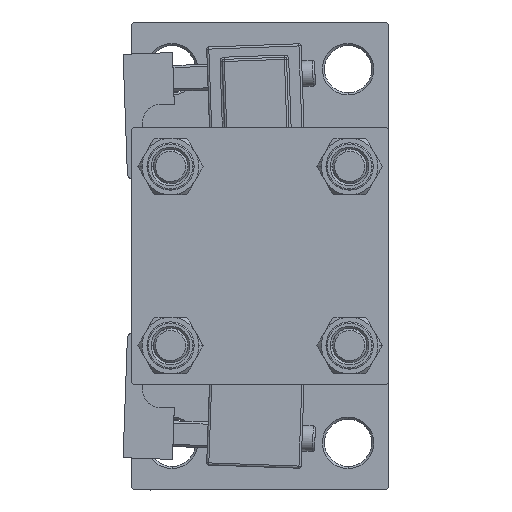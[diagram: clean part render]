
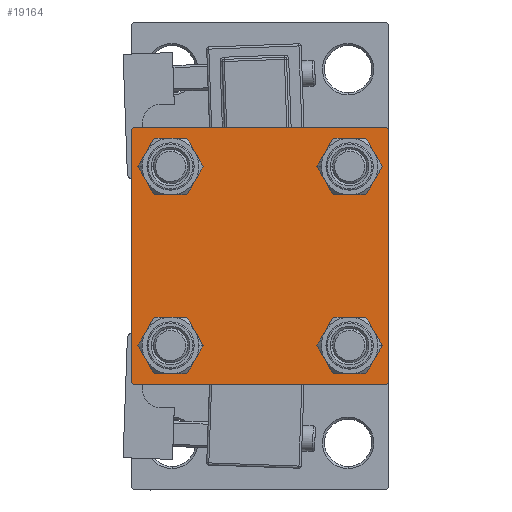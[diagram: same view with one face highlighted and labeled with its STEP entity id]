
A CAD part, left-side view. The second image highlights one B-rep face of the part: STEP entity #19164.
In plain terms, the highlighted planar face has unit normal (-1, 0, 0).
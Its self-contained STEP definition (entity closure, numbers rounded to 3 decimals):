
#877 = LINE ( 'NONE', #41807, #51290 ) ;
#925 = CARTESIAN_POINT ( 'NONE',  ( 0., 30., -29.5 ) ) ;
#1430 = LINE ( 'NONE', #33848, #4352 ) ;
#2055 = DIRECTION ( 'NONE',  ( 0., 0., 1. ) ) ;
#2613 = EDGE_LOOP ( 'NONE', ( #38832, #18084 ) ) ;
#3071 = ORIENTED_EDGE ( 'NONE', *, *, #37350, .T. ) ;
#3073 = DIRECTION ( 'NONE',  ( 0., 0., -1. ) ) ;
#3081 = DIRECTION ( 'NONE',  ( 1., 0., 0. ) ) ;
#3163 = EDGE_CURVE ( 'NONE', #7259, #20520, #14911, .T. ) ;
#3202 = VECTOR ( 'NONE', #39486, 1000. ) ;
#3273 = CIRCLE ( 'NONE', #21949, 4.5 ) ;
#4111 = AXIS2_PLACEMENT_3D ( 'NONE', #31196, #47424, #27205 ) ;
#4352 = VECTOR ( 'NONE', #50061, 1000. ) ;
#4356 = VECTOR ( 'NONE', #23278, 1000. ) ;
#5254 = DIRECTION ( 'NONE',  ( 0., 0., 1. ) ) ;
#5485 = CIRCLE ( 'NONE', #35198, 4.5 ) ;
#5929 = VERTEX_POINT ( 'NONE', #925 ) ;
#6006 = CARTESIAN_POINT ( 'NONE',  ( 0., 29.75, 29.75 ) ) ;
#6387 = AXIS2_PLACEMENT_3D ( 'NONE', #7849, #3081, #51468 ) ;
#6416 = CARTESIAN_POINT ( 'NONE',  ( 0., 20.85, 16.35 ) ) ;
#6418 = EDGE_CURVE ( 'NONE', #33430, #8474, #47989, .T. ) ;
#6505 = CIRCLE ( 'NONE', #17541, 4.5 ) ;
#6848 = DIRECTION ( 'NONE',  ( 0., 0., 1. ) ) ;
#7259 = VERTEX_POINT ( 'NONE', #23279 ) ;
#7766 = VERTEX_POINT ( 'NONE', #51854 ) ;
#7849 = CARTESIAN_POINT ( 'NONE',  ( 0., 20.85, 20.85 ) ) ;
#8390 = PLANE ( 'NONE',  #44157 ) ;
#8474 = VERTEX_POINT ( 'NONE', #6416 ) ;
#8573 = VECTOR ( 'NONE', #3073, 1000. ) ;
#8739 = EDGE_LOOP ( 'NONE', ( #15662, #49230, #43436, #46082, #45304, #3071, #12314, #43779 ) ) ;
#8818 = CARTESIAN_POINT ( 'NONE',  ( 0., 29.5, -30. ) ) ;
#8836 = ORIENTED_EDGE ( 'NONE', *, *, #6418, .T. ) ;
#9040 = LINE ( 'NONE', #17012, #46466 ) ;
#9091 = EDGE_CURVE ( 'NONE', #8474, #33430, #6505, .T. ) ;
#9309 = VECTOR ( 'NONE', #36051, 1000. ) ;
#9729 = CARTESIAN_POINT ( 'NONE',  ( 0., -20.85, 20.85 ) ) ;
#9820 = AXIS2_PLACEMENT_3D ( 'NONE', #9729, #45369, #25941 ) ;
#9878 = EDGE_CURVE ( 'NONE', #20520, #7259, #11646, .T. ) ;
#10077 = ORIENTED_EDGE ( 'NONE', *, *, #9091, .T. ) ;
#10955 = CARTESIAN_POINT ( 'NONE',  ( 0., 20.85, -16.35 ) ) ;
#11067 = LINE ( 'NONE', #27261, #4356 ) ;
#11377 = CARTESIAN_POINT ( 'NONE',  ( 0., -20.85, -20.85 ) ) ;
#11646 = CIRCLE ( 'NONE', #43063, 4.5 ) ;
#12301 = EDGE_CURVE ( 'NONE', #52229, #52426, #50914, .T. ) ;
#12314 = ORIENTED_EDGE ( 'NONE', *, *, #18505, .F. ) ;
#13052 = EDGE_CURVE ( 'NONE', #31622, #25238, #36268, .T. ) ;
#13639 = EDGE_CURVE ( 'NONE', #5929, #52229, #9040, .T. ) ;
#13727 = CARTESIAN_POINT ( 'NONE',  ( 0., -29.5, -30. ) ) ;
#14022 = DIRECTION ( 'NONE',  ( 1., 0., 0. ) ) ;
#14519 = LINE ( 'NONE', #34981, #8573 ) ;
#14911 = CIRCLE ( 'NONE', #9820, 4.5 ) ;
#15662 = ORIENTED_EDGE ( 'NONE', *, *, #33376, .T. ) ;
#16111 = FACE_OUTER_BOUND ( 'NONE', #8739, .T. ) ;
#16591 = VERTEX_POINT ( 'NONE', #34404 ) ;
#16622 = CARTESIAN_POINT ( 'NONE',  ( 0., 30., 30. ) ) ;
#16756 = EDGE_CURVE ( 'NONE', #16591, #24960, #3273, .T. ) ;
#17012 = CARTESIAN_POINT ( 'NONE',  ( 0., 29.75, -29.75 ) ) ;
#17059 = EDGE_CURVE ( 'NONE', #24960, #16591, #44881, .T. ) ;
#17541 = AXIS2_PLACEMENT_3D ( 'NONE', #41685, #32904, #5254 ) ;
#17636 = ORIENTED_EDGE ( 'NONE', *, *, #16756, .T. ) ;
#17638 = EDGE_LOOP ( 'NONE', ( #20278, #35679 ) ) ;
#18084 = ORIENTED_EDGE ( 'NONE', *, *, #9878, .T. ) ;
#18492 = LINE ( 'NONE', #6006, #24585 ) ;
#18505 = EDGE_CURVE ( 'NONE', #32346, #18740, #20356, .T. ) ;
#18518 = CARTESIAN_POINT ( 'NONE',  ( 0., 20.85, -20.85 ) ) ;
#18740 = VERTEX_POINT ( 'NONE', #37750 ) ;
#19164 = ADVANCED_FACE ( 'NONE', ( #20624, #28593, #24085, #45079, #16111 ), #8390, .T. ) ;
#19784 = CARTESIAN_POINT ( 'NONE',  ( 0., -20.85, 16.35 ) ) ;
#20278 = ORIENTED_EDGE ( 'NONE', *, *, #13052, .T. ) ;
#20356 = LINE ( 'NONE', #16622, #9309 ) ;
#20520 = VERTEX_POINT ( 'NONE', #19784 ) ;
#20624 = FACE_BOUND ( 'NONE', #2613, .T. ) ;
#21338 = DIRECTION ( 'NONE',  ( 0., 0., 1. ) ) ;
#21707 = DIRECTION ( 'NONE',  ( 0., 0.707, -0.707 ) ) ;
#21949 = AXIS2_PLACEMENT_3D ( 'NONE', #37817, #34078, #21338 ) ;
#22775 = DIRECTION ( 'NONE',  ( 1., 0., 0. ) ) ;
#23278 = DIRECTION ( 'NONE',  ( 0., 0., -1. ) ) ;
#23279 = CARTESIAN_POINT ( 'NONE',  ( 0., -20.85, 25.35 ) ) ;
#24085 = FACE_BOUND ( 'NONE', #49963, .T. ) ;
#24135 = VERTEX_POINT ( 'NONE', #41675 ) ;
#24585 = VECTOR ( 'NONE', #21707, 1000. ) ;
#24960 = VERTEX_POINT ( 'NONE', #10955 ) ;
#25238 = VERTEX_POINT ( 'NONE', #39067 ) ;
#25941 = DIRECTION ( 'NONE',  ( 0., 0., 1. ) ) ;
#26233 = DIRECTION ( 'NONE',  ( 0., 0., 1. ) ) ;
#26717 = CARTESIAN_POINT ( 'NONE',  ( 0., 30., -30. ) ) ;
#27205 = DIRECTION ( 'NONE',  ( 0., 0., 1. ) ) ;
#27261 = CARTESIAN_POINT ( 'NONE',  ( 0., 30., 30. ) ) ;
#27808 = DIRECTION ( 'NONE',  ( 0., 0., 1. ) ) ;
#28593 = FACE_BOUND ( 'NONE', #17638, .T. ) ;
#29617 = EDGE_CURVE ( 'NONE', #25238, #31622, #5485, .T. ) ;
#30430 = EDGE_CURVE ( 'NONE', #32346, #24135, #18492, .T. ) ;
#30802 = CARTESIAN_POINT ( 'NONE',  ( 0., 29.5, 30. ) ) ;
#31196 = CARTESIAN_POINT ( 'NONE',  ( 0., -20.85, -20.85 ) ) ;
#31622 = VERTEX_POINT ( 'NONE', #48273 ) ;
#32311 = DIRECTION ( 'NONE',  ( -1., 0., 0. ) ) ;
#32346 = VERTEX_POINT ( 'NONE', #30802 ) ;
#32904 = DIRECTION ( 'NONE',  ( 1., 0., 0. ) ) ;
#33250 = EDGE_CURVE ( 'NONE', #7766, #51975, #14519, .T. ) ;
#33376 = EDGE_CURVE ( 'NONE', #24135, #5929, #11067, .T. ) ;
#33430 = VERTEX_POINT ( 'NONE', #52237 ) ;
#33482 = DIRECTION ( 'NONE',  ( 0., -0.707, -0.707 ) ) ;
#33848 = CARTESIAN_POINT ( 'NONE',  ( 0., -29.75, 29.75 ) ) ;
#34078 = DIRECTION ( 'NONE',  ( 1., 0., 0. ) ) ;
#34404 = CARTESIAN_POINT ( 'NONE',  ( 0., 20.85, -25.35 ) ) ;
#34981 = CARTESIAN_POINT ( 'NONE',  ( 0., -30., 30. ) ) ;
#35198 = AXIS2_PLACEMENT_3D ( 'NONE', #11377, #36085, #6848 ) ;
#35679 = ORIENTED_EDGE ( 'NONE', *, *, #29617, .T. ) ;
#36051 = DIRECTION ( 'NONE',  ( 0., -1., 0. ) ) ;
#36085 = DIRECTION ( 'NONE',  ( 1., 0., 0. ) ) ;
#36268 = CIRCLE ( 'NONE', #4111, 4.5 ) ;
#36307 = EDGE_LOOP ( 'NONE', ( #8836, #10077 ) ) ;
#36841 = CARTESIAN_POINT ( 'NONE',  ( 0., 0., 0. ) ) ;
#37350 = EDGE_CURVE ( 'NONE', #7766, #18740, #1430, .T. ) ;
#37750 = CARTESIAN_POINT ( 'NONE',  ( 0., -29.5, 30. ) ) ;
#37817 = CARTESIAN_POINT ( 'NONE',  ( 0., 20.85, -20.85 ) ) ;
#38219 = CARTESIAN_POINT ( 'NONE',  ( 0., -20.85, 20.85 ) ) ;
#38832 = ORIENTED_EDGE ( 'NONE', *, *, #3163, .T. ) ;
#39067 = CARTESIAN_POINT ( 'NONE',  ( 0., -20.85, -25.35 ) ) ;
#39164 = CARTESIAN_POINT ( 'NONE',  ( 0., -30., -29.5 ) ) ;
#39486 = DIRECTION ( 'NONE',  ( 0., -1., 0. ) ) ;
#41675 = CARTESIAN_POINT ( 'NONE',  ( 0., 30., 29.5 ) ) ;
#41685 = CARTESIAN_POINT ( 'NONE',  ( 0., 20.85, 20.85 ) ) ;
#41807 = CARTESIAN_POINT ( 'NONE',  ( 0., -29.75, -29.75 ) ) ;
#43063 = AXIS2_PLACEMENT_3D ( 'NONE', #38219, #14022, #2055 ) ;
#43436 = ORIENTED_EDGE ( 'NONE', *, *, #12301, .T. ) ;
#43779 = ORIENTED_EDGE ( 'NONE', *, *, #30430, .T. ) ;
#44157 = AXIS2_PLACEMENT_3D ( 'NONE', #36841, #32311, #27808 ) ;
#44881 = CIRCLE ( 'NONE', #51658, 4.5 ) ;
#45079 = FACE_BOUND ( 'NONE', #36307, .T. ) ;
#45304 = ORIENTED_EDGE ( 'NONE', *, *, #33250, .F. ) ;
#45369 = DIRECTION ( 'NONE',  ( 1., 0., 0. ) ) ;
#45940 = EDGE_CURVE ( 'NONE', #52426, #51975, #877, .T. ) ;
#46082 = ORIENTED_EDGE ( 'NONE', *, *, #45940, .T. ) ;
#46466 = VECTOR ( 'NONE', #33482, 1000. ) ;
#47424 = DIRECTION ( 'NONE',  ( 1., 0., 0. ) ) ;
#47989 = CIRCLE ( 'NONE', #6387, 4.5 ) ;
#48273 = CARTESIAN_POINT ( 'NONE',  ( 0., -20.85, -16.35 ) ) ;
#49230 = ORIENTED_EDGE ( 'NONE', *, *, #13639, .T. ) ;
#49253 = DIRECTION ( 'NONE',  ( 0., -0.707, 0.707 ) ) ;
#49963 = EDGE_LOOP ( 'NONE', ( #50032, #17636 ) ) ;
#50032 = ORIENTED_EDGE ( 'NONE', *, *, #17059, .T. ) ;
#50061 = DIRECTION ( 'NONE',  ( 0., 0.707, 0.707 ) ) ;
#50914 = LINE ( 'NONE', #26717, #3202 ) ;
#51290 = VECTOR ( 'NONE', #49253, 1000. ) ;
#51468 = DIRECTION ( 'NONE',  ( 0., 0., 1. ) ) ;
#51658 = AXIS2_PLACEMENT_3D ( 'NONE', #18518, #22775, #26233 ) ;
#51854 = CARTESIAN_POINT ( 'NONE',  ( 0., -30., 29.5 ) ) ;
#51975 = VERTEX_POINT ( 'NONE', #39164 ) ;
#52229 = VERTEX_POINT ( 'NONE', #8818 ) ;
#52237 = CARTESIAN_POINT ( 'NONE',  ( 0., 20.85, 25.35 ) ) ;
#52426 = VERTEX_POINT ( 'NONE', #13727 ) ;
